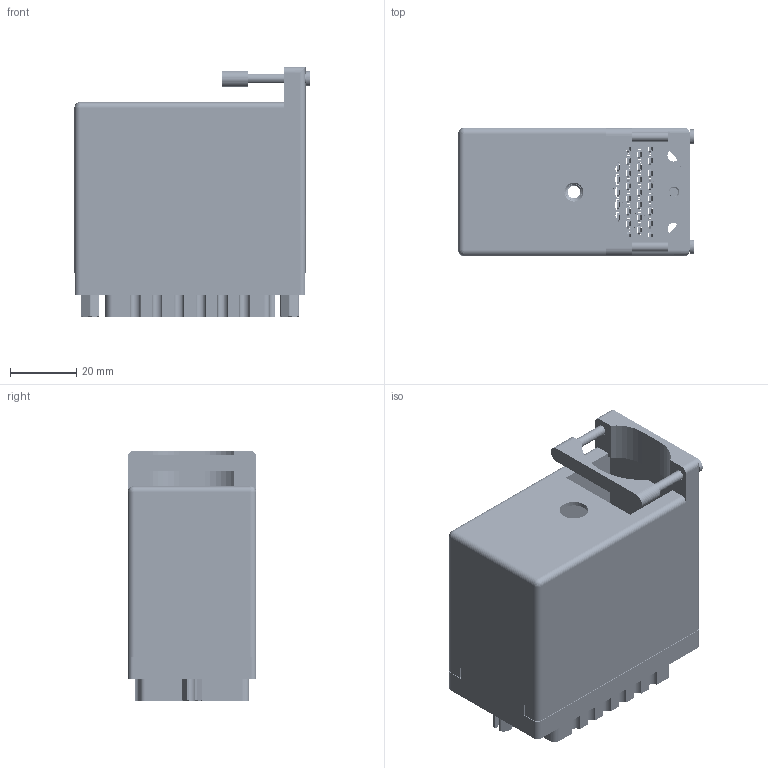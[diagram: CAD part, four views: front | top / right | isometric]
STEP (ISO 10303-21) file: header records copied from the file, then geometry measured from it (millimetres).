
FILE_DESCRIPTION (( 'STEP AP203' ), '1' );
FILE_NAME ('516-120-501-462.STEP', '2020-09-08T19:30:38', ( '' ), ( '' ), 'SwSTEP 2.0', 'SolidWorks 2020', '' );
FILE_SCHEMA (( 'CONFIG_CONTROL_DESIGN' ));
Length unit declared in the file: inch
Products named in the file (8): 516-230-001_Metal - 120 Top Entry; 516-120-501-462; 516-292-001_501 Contact; 516-252-091-102; 516-252-095-100; 516-221-090-102_090; 516 Part Receptacle_120; 516-221-090-102_091
Assembly tree (127 placements, depth 2):
  516-120-501-462
    516 Part Receptacle_120
    516-292-001_501 Contact  x120
    516-230-001_Metal - 120 Top Entry
    516-252-091-102  x2
    516-221-090-102_090
    516-252-095-100
    516-221-090-102_091
Bounding box: 71.25 x 38.86 x 75.72 mm (x, y, z)
Volume: 48584.1 mm3; surface area: 89202 mm2
Topology: 127 solids, 127 shells, 11398 faces, 33095 edges, 21965 vertices
Faces by surface type: plane 6802, cylinder 3800, bspline 748, cone 46, sphere 2
Entity records: 105883 total; most frequent: CARTESIAN_POINT 24587, ORIENTED_EDGE 16518, DIRECTION 15920, EDGE_CURVE 8259, VECTOR 5928, LINE 5928, VERTEX_POINT 5491, AXIS2_PLACEMENT_3D 4996
